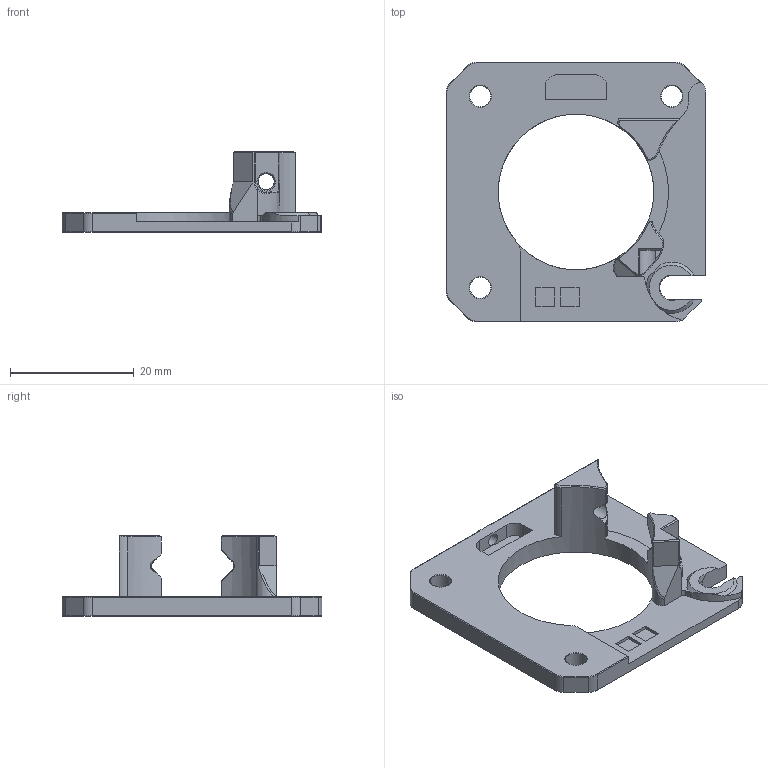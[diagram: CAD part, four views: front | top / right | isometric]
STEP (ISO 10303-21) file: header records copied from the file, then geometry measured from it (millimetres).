
FILE_DESCRIPTION(/* description */ (''),/* implementation_level */ '2;1');
FILE_NAME(/* name */ 'main-plate-R2.stp',/* time_stamp */ '2023-07-10T12:58:02+02:00',/* author */ ('Eliáš Knor'),/* organization */ (''),/* preprocessor_version */ 'ST-DEVELOPER v19',/* originating_system */ 'Autodesk Inventor 2023',/* authorisation */ '');
FILE_SCHEMA (('AUTOMOTIVE_DESIGN { 1 0 10303 214 3 1 1 }'));
Length unit declared in the file: millimetre
Products named in the file (1): pg-front-case-E2
Bounding box: 42 x 42 x 13.1 mm (x, y, z)
Volume: 3857.7 mm3; surface area: 3857.7 mm2
Topology: 1 solids, 1 shells, 175 faces, 463 edges, 290 vertices
Faces by surface type: plane 89, cylinder 36, cone 32, bspline 16, torus 2
Full cylindrical faces by diameter (mm): 2 x1, 2.6 x1, 2.7 x1, 3.4 x3, 25.2 x1
Entity records: 5973 total; most frequent: CARTESIAN_POINT 1689, ORIENTED_EDGE 926, DIRECTION 830, EDGE_CURVE 463, VERTEX_POINT 290, AXIS2_PLACEMENT_3D 287, LINE 256, VECTOR 256
